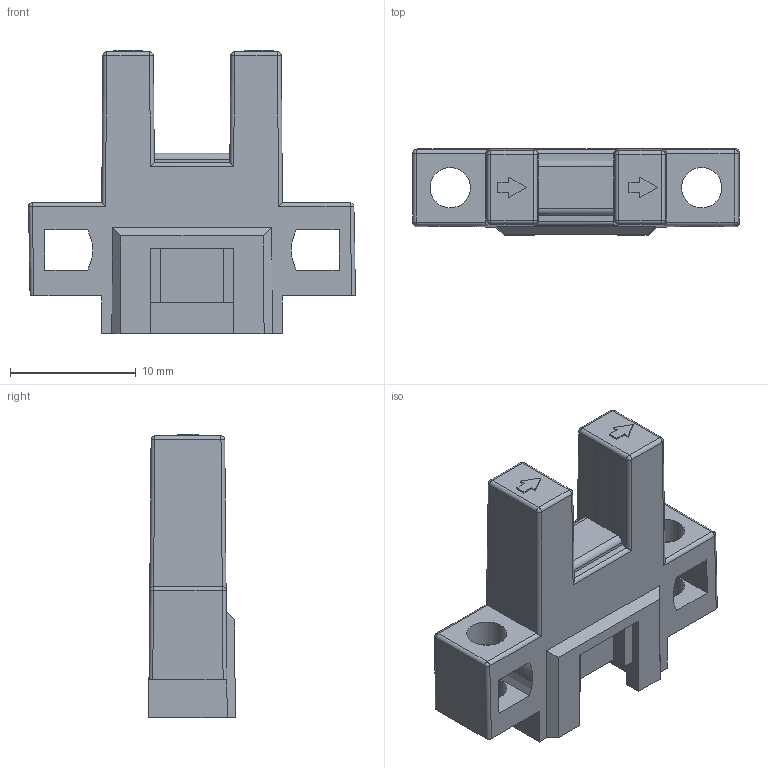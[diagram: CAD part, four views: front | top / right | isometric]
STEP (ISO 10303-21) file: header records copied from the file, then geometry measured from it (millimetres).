
FILE_DESCRIPTION(/* description */ (''),/* implementation_level */ '2;1');
FILE_NAME(/* name */ '',/* time_stamp */ '2024-02-19T16:12:07+08:00',/* author */ (''),/* organization */ (''),/* preprocessor_version */ 'ST-DEVELOPER v14',/* originating_system */ 'SIEMENS PLM Software NX 8.0',/* authorisation */ '');
FILE_SCHEMA (('AUTOMOTIVE_DESIGN { 1 0 10303 214 3 1 1 1 }'));
Length unit declared in the file: millimetre
Products named in the file (1): Admi453CBD7F2y5y
Bounding box: 25.99 x 6.89 x 22.52 mm (x, y, z)
Volume: 1694.7 mm3; surface area: 1781.1 mm2
Topology: 1 solids, 1 shells, 185 faces, 491 edges, 308 vertices
Faces by surface type: plane 133, cylinder 40, sphere 8, bspline 4
Full cylindrical faces by diameter (mm): 0.55 x4, 3.2 x4
Entity records: 5944 total; most frequent: CARTESIAN_POINT 1081, ORIENTED_EDGE 946, DIRECTION 921, EDGE_CURVE 473, LINE 389, VECTOR 389, VERTEX_POINT 306, AXIS2_PLACEMENT_3D 266
